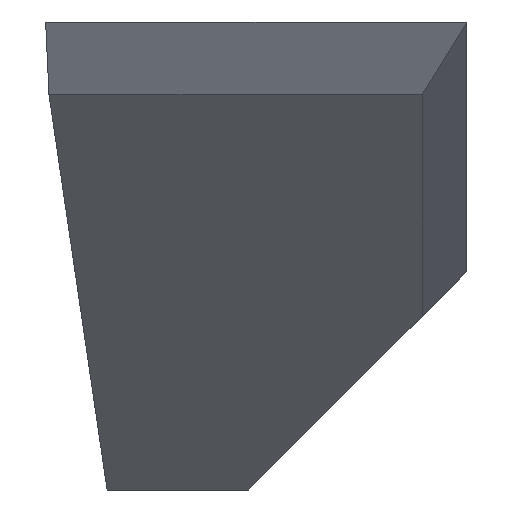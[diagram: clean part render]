
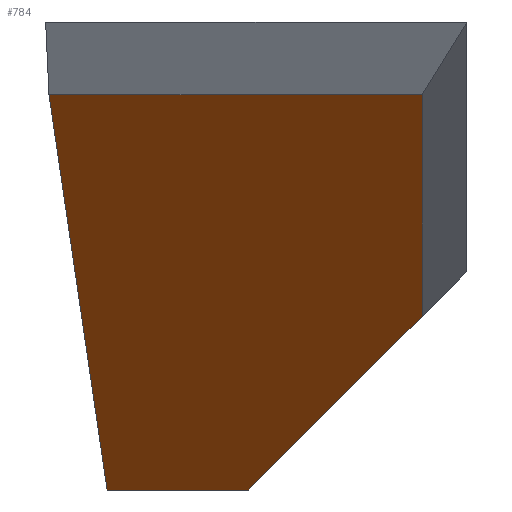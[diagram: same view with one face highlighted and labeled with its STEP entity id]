
A CAD part, front view. The second image highlights one B-rep face of the part: STEP entity #784.
In plain terms, the highlighted planar face has unit normal (0, -0.447, -0.894).
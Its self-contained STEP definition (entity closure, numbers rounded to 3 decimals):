
#234=DIRECTION('',(-0.408,0.816,-0.408));
#235=VECTOR('',#234,19.228);
#236=CARTESIAN_POINT('',(-17.515,-101.954,-191.958));
#237=LINE('',#236,#235);
#250=DIRECTION('',(-1.,0.,0.));
#251=VECTOR('',#250,6.381);
#252=CARTESIAN_POINT('',(-25.365,-86.254,-199.808));
#253=LINE('',#252,#251);
#254=DIRECTION('',(0.066,0.893,-0.446));
#255=VECTOR('',#254,40.02);
#256=CARTESIAN_POINT('',(-34.369,-121.972,
-181.949));
#257=LINE('',#256,#255);
#258=DIRECTION('',(-1.,0.,0.));
#259=VECTOR('',#258,16.854);
#260=CARTESIAN_POINT('',(-17.515,-121.972,-181.949));
#261=LINE('',#260,#259);
#262=DIRECTION('',(0.,0.894,-0.447));
#263=VECTOR('',#262,22.381);
#264=CARTESIAN_POINT('',(-17.515,-121.972,-181.949));
#265=LINE('',#264,#263);
#475=CARTESIAN_POINT('',(-17.515,-101.954,-191.958));
#476=VERTEX_POINT('',#475);
#477=CARTESIAN_POINT('',(-25.365,-86.254,-199.808));
#478=VERTEX_POINT('',#477);
#491=CARTESIAN_POINT('',(-17.515,-121.972,-181.949));
#492=VERTEX_POINT('',#491);
#493=CARTESIAN_POINT('',(-34.369,-121.972,
-181.949));
#495=VERTEX_POINT('',#493);
#497=CARTESIAN_POINT('',(-31.746,-86.254,
-199.808));
#498=VERTEX_POINT('',#497);
#770=CARTESIAN_POINT('',(-30.365,-109.988,-187.941));
#771=DIRECTION('',(0.,-0.447,-0.894));
#772=DIRECTION('',(0.,0.894,-0.447));
#773=AXIS2_PLACEMENT_3D('',#770,#771,#772);
#774=PLANE('',#773);
#776=ORIENTED_EDGE('',*,*,#775,.T.);
#777=ORIENTED_EDGE('',*,*,#747,.T.);
#778=ORIENTED_EDGE('',*,*,#765,.T.);
#779=ORIENTED_EDGE('',*,*,#620,.F.);
#781=ORIENTED_EDGE('',*,*,#780,.F.);
#782=EDGE_LOOP('',(#776,#777,#778,#779,#781));
#783=FACE_OUTER_BOUND('',#782,.F.);
#784=ADVANCED_FACE('',(#783),#774,.T.);
#620=EDGE_CURVE('',#495,#498,#257,.T.);
#747=EDGE_CURVE('',#476,#478,#237,.T.);
#765=EDGE_CURVE('',#478,#498,#253,.T.);
#775=EDGE_CURVE('',#492,#476,#265,.T.);
#780=EDGE_CURVE('',#492,#495,#261,.T.);
